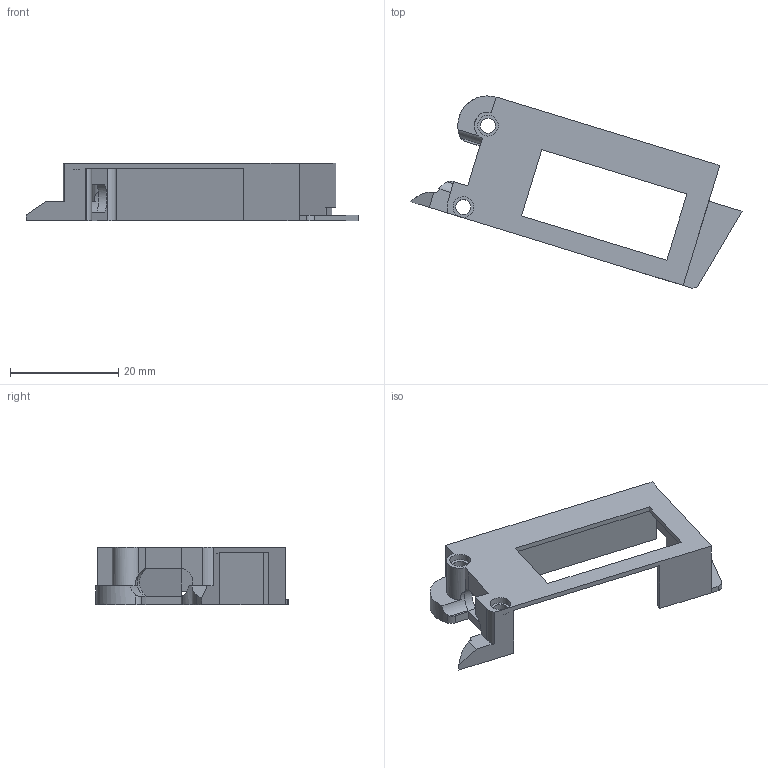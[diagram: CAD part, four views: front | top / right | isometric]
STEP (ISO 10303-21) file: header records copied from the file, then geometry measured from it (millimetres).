
FILE_DESCRIPTION(('FreeCAD Model'),'2;1');
FILE_NAME('Open CASCADE Shape Model','2025-06-09T07:13:21',(''),(''), 'Open CASCADE STEP processor 7.8','FreeCAD','Unknown');
FILE_SCHEMA(('AUTOMOTIVE_DESIGN { 1 0 10303 214 1 1 1 1 }'));
Length unit declared in the file: millimetre
Products named in the file (1): left mcu cover
Bounding box: 61.26 x 35.45 x 10.6 mm (x, y, z)
Volume: 2778.6 mm3; surface area: 3882.6 mm2
Topology: 1 solids, 1 shells, 62 faces, 181 edges, 119 vertices
Faces by surface type: plane 43, cylinder 19
Full cylindrical faces by diameter (mm): 2.8 x2, 3.812 x2
Entity records: 2135 total; most frequent: CARTESIAN_POINT 442, ORIENTED_EDGE 358, DIRECTION 336, EDGE_CURVE 179, LINE 130, VECTOR 130, VERTEX_POINT 118, AXIS2_PLACEMENT_3D 103
